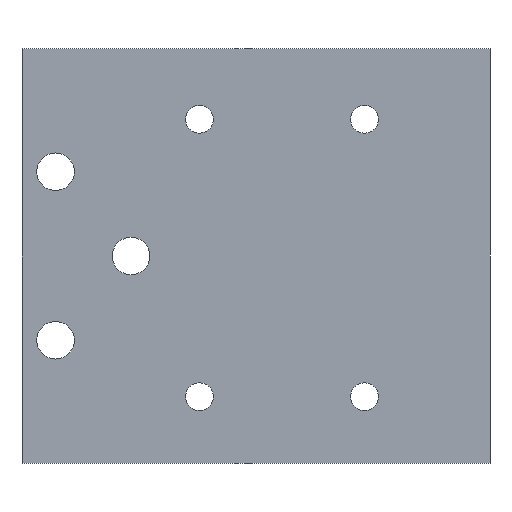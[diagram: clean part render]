
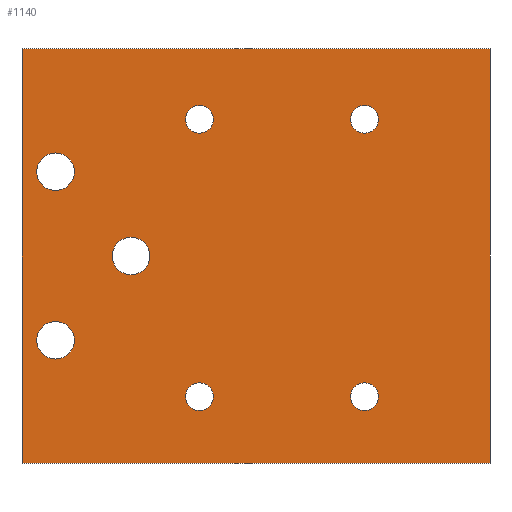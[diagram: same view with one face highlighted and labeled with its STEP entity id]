
A CAD part, left-side view. The second image highlights one B-rep face of the part: STEP entity #1140.
In plain terms, the highlighted planar face has unit normal (-1, 0, 0).
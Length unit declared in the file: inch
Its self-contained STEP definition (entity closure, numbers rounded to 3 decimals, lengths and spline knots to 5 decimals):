
#42=FACE_BOUND('',#215,.T.);
#43=FACE_BOUND('',#216,.T.);
#44=FACE_BOUND('',#217,.T.);
#45=FACE_BOUND('',#218,.T.);
#46=FACE_BOUND('',#219,.T.);
#47=FACE_BOUND('',#220,.T.);
#48=FACE_BOUND('',#221,.T.);
#86=PLANE('',#1250);
#143=FACE_OUTER_BOUND('',#214,.T.);
#214=EDGE_LOOP('',(#1054,#1055,#1056,#1057));
#215=EDGE_LOOP('',(#1058));
#216=EDGE_LOOP('',(#1059));
#217=EDGE_LOOP('',(#1060));
#218=EDGE_LOOP('',(#1061));
#219=EDGE_LOOP('',(#1062));
#220=EDGE_LOOP('',(#1063));
#221=EDGE_LOOP('',(#1064));
#316=LINE('',#1830,#430);
#320=LINE('',#1874,#434);
#327=LINE('',#1888,#441);
#329=LINE('',#1891,#443);
#430=VECTOR('',#1491,0.3937);
#434=VECTOR('',#1541,0.3937);
#441=VECTOR('',#1558,0.3937);
#443=VECTOR('',#1562,0.3937);
#481=CIRCLE('',#1222,0.04134);
#483=CIRCLE('',#1225,0.04134);
#485=CIRCLE('',#1228,0.04134);
#487=CIRCLE('',#1231,0.04134);
#490=CIRCLE('',#1235,0.056);
#492=CIRCLE('',#1238,0.056);
#494=CIRCLE('',#1241,0.056);
#582=VERTEX_POINT('',#1827);
#583=VERTEX_POINT('',#1829);
#585=VERTEX_POINT('',#1837);
#587=VERTEX_POINT('',#1842);
#589=VERTEX_POINT('',#1847);
#591=VERTEX_POINT('',#1852);
#594=VERTEX_POINT('',#1859);
#596=VERTEX_POINT('',#1864);
#598=VERTEX_POINT('',#1869);
#599=VERTEX_POINT('',#1872);
#600=VERTEX_POINT('',#1873);
#728=EDGE_CURVE('',#582,#583,#316,.T.);
#732=EDGE_CURVE('',#585,#585,#481,.T.);
#734=EDGE_CURVE('',#587,#587,#483,.T.);
#736=EDGE_CURVE('',#589,#589,#485,.T.);
#738=EDGE_CURVE('',#591,#591,#487,.T.);
#741=EDGE_CURVE('',#594,#594,#490,.T.);
#743=EDGE_CURVE('',#596,#596,#492,.T.);
#745=EDGE_CURVE('',#598,#598,#494,.T.);
#746=EDGE_CURVE('',#599,#600,#320,.T.);
#753=EDGE_CURVE('',#583,#599,#327,.T.);
#755=EDGE_CURVE('',#600,#582,#329,.T.);
#1054=ORIENTED_EDGE('',*,*,#755,.F.);
#1055=ORIENTED_EDGE('',*,*,#746,.F.);
#1056=ORIENTED_EDGE('',*,*,#753,.F.);
#1057=ORIENTED_EDGE('',*,*,#728,.F.);
#1058=ORIENTED_EDGE('',*,*,#732,.T.);
#1059=ORIENTED_EDGE('',*,*,#734,.T.);
#1060=ORIENTED_EDGE('',*,*,#736,.T.);
#1061=ORIENTED_EDGE('',*,*,#738,.T.);
#1062=ORIENTED_EDGE('',*,*,#741,.T.);
#1063=ORIENTED_EDGE('',*,*,#743,.T.);
#1064=ORIENTED_EDGE('',*,*,#745,.T.);
#1140=ADVANCED_FACE('',(#143,#42,#43,#44,#45,#46,#47,#48),#86,.F.);
#1222=AXIS2_PLACEMENT_3D('',#1838,#1499,#1500);
#1225=AXIS2_PLACEMENT_3D('',#1843,#1505,#1506);
#1228=AXIS2_PLACEMENT_3D('',#1848,#1511,#1512);
#1231=AXIS2_PLACEMENT_3D('',#1853,#1517,#1518);
#1235=AXIS2_PLACEMENT_3D('',#1860,#1525,#1526);
#1238=AXIS2_PLACEMENT_3D('',#1865,#1531,#1532);
#1241=AXIS2_PLACEMENT_3D('',#1870,#1537,#1538);
#1250=AXIS2_PLACEMENT_3D('',#1894,#1566,#1567);
#1491=DIRECTION('',(0.,0.,-1.));
#1499=DIRECTION('center_axis',(1.,0.,0.));
#1500=DIRECTION('ref_axis',(0.,0.,1.));
#1505=DIRECTION('center_axis',(1.,0.,0.));
#1506=DIRECTION('ref_axis',(0.,0.,1.));
#1511=DIRECTION('center_axis',(1.,0.,0.));
#1512=DIRECTION('ref_axis',(0.,0.,1.));
#1517=DIRECTION('center_axis',(1.,0.,0.));
#1518=DIRECTION('ref_axis',(0.,0.,1.));
#1525=DIRECTION('center_axis',(1.,0.,0.));
#1526=DIRECTION('ref_axis',(0.,0.,-1.));
#1531=DIRECTION('center_axis',(1.,0.,0.));
#1532=DIRECTION('ref_axis',(0.,0.,-1.));
#1537=DIRECTION('center_axis',(1.,0.,0.));
#1538=DIRECTION('ref_axis',(0.,0.,-1.));
#1541=DIRECTION('',(0.,0.,1.));
#1558=DIRECTION('',(0.,1.,0.));
#1562=DIRECTION('',(0.,-1.,0.));
#1566=DIRECTION('center_axis',(1.,0.,0.));
#1567=DIRECTION('ref_axis',(0.,0.,-1.));
#1827=CARTESIAN_POINT('',(0.,-0.47244,0.61713));
#1829=CARTESIAN_POINT('',(0.,-0.47244,-0.61713));
#1830=CARTESIAN_POINT('',(0.,-0.47244,0.61713));
#1837=CARTESIAN_POINT('',(0.,-0.09843,-0.46063));
#1838=CARTESIAN_POINT('Origin',(0.,-0.09843,-0.41929));
#1842=CARTESIAN_POINT('',(0.,0.3937,0.36614));
#1843=CARTESIAN_POINT('Origin',(0.,0.3937,0.40748));
#1847=CARTESIAN_POINT('',(0.,0.3937,-0.46063));
#1848=CARTESIAN_POINT('Origin',(0.,0.3937,-0.41929));
#1852=CARTESIAN_POINT('',(0.,-0.09843,0.36614));
#1853=CARTESIAN_POINT('Origin',(0.,-0.09843,0.40748));
#1859=CARTESIAN_POINT('',(0.,0.82244,0.30713));
#1860=CARTESIAN_POINT('Origin',(0.,0.82244,0.25113));
#1864=CARTESIAN_POINT('',(0.,0.82244,-0.19513));
#1865=CARTESIAN_POINT('Origin',(0.,0.82244,-0.25113));
#1869=CARTESIAN_POINT('',(0.,0.59744,0.056));
#1870=CARTESIAN_POINT('Origin',(0.,0.59744,0.));
#1872=CARTESIAN_POINT('',(0.,0.92244,-0.61713));
#1873=CARTESIAN_POINT('',(0.,0.92244,0.61713));
#1874=CARTESIAN_POINT('',(0.,0.92244,-0.61713));
#1888=CARTESIAN_POINT('',(0.,-0.47244,-0.61713));
#1891=CARTESIAN_POINT('',(0.,0.47244,0.61713));
#1894=CARTESIAN_POINT('Origin',(0.,0.,0.));
